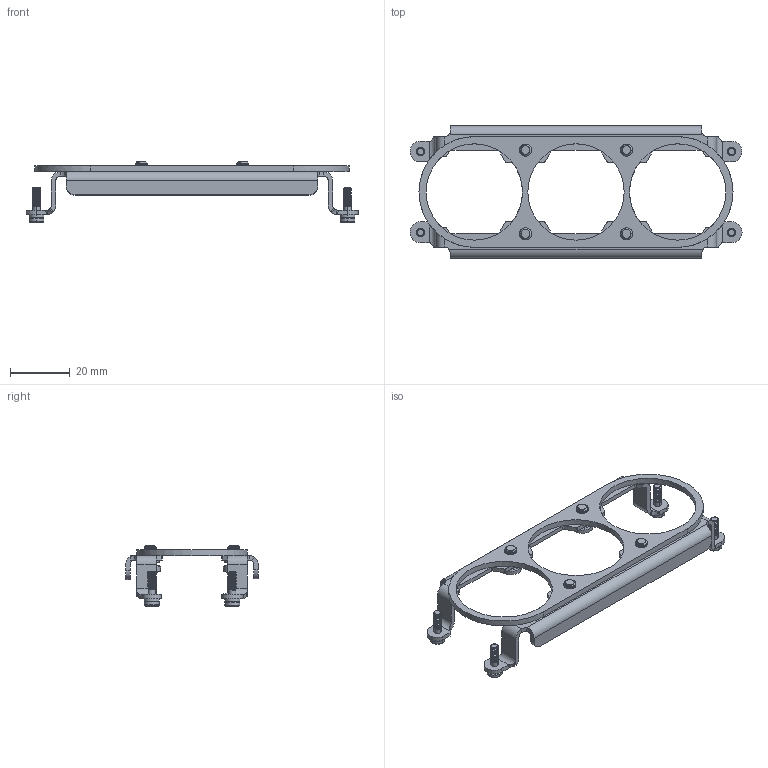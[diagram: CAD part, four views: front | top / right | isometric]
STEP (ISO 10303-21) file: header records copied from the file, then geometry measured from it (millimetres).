
FILE_DESCRIPTION((''),'2;1');
FILE_NAME('MANIFOLD_SOLID_BREP_7839_1_1','2019-01-03T',('sy.ji'),(''),'PRO/ENGINEER BY PARAMETRIC TECHNOLOGY CORPORATION, 2014310','PRO/ENGINEER BY PARAMETRIC TECHNOLOGY CORPORATION, 2014310','');
FILE_SCHEMA(('CONFIG_CONTROL_DESIGN'));
Products named in the file (1): MANIFOLD_SOLID_BREP_7839_1_1
Bounding box: 111.02 x 44.3 x 20.25 mm (x, y, z)
Volume: 7830.2 mm3; surface area: 10934.6 mm2
Topology: 8 solids, 8 shells, 860 faces, 2344 edges, 1533 vertices
Faces by surface type: plane 352, cylinder 337, bspline 119, cone 44, torus 8
Entity records: 55155 total; most frequent: CARTESIAN_POINT 34515, ORIENTED_EDGE 4688, DIRECTION 3668, EDGE_CURVE 2344, VERTEX_POINT 1533, VECTOR 1240, LINE 1240, AXIS2_PLACEMENT_3D 1214
